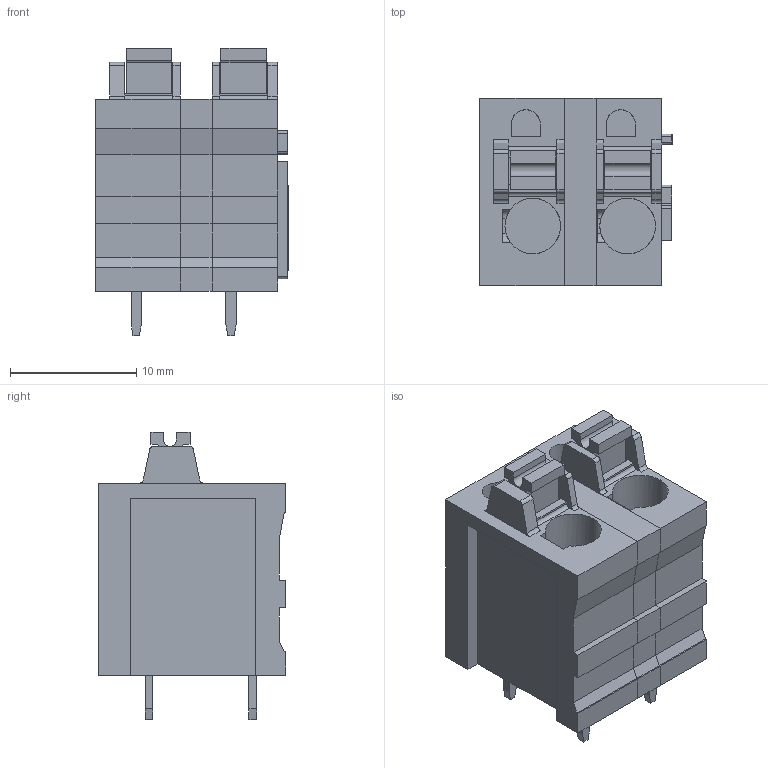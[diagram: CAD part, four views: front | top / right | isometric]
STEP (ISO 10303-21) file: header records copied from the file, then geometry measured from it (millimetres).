
FILE_DESCRIPTION(('CATIA V5 STEP Exchange','CAx-IF Rec.Pracs.--- Model Styling and Organization---1.4--- 2014-01-23'),'2;1');
FILE_NAME ('1296374-1_0', '2022-05-31T06:18:40+00:00', ('none'), ('Weidmueller'), 'CATIA Version 5-6 Release 2016 SP3 HF44', 'CATIA V5 STEP AP214', 'none');
FILE_SCHEMA(('AUTOMOTIVE_DESIGN { 1 0 10303 214 1 1 1 1 }'));
Length unit declared in the file: millimetre
Products named in the file (1): 2774540000
Bounding box: 15.23 x 14.8 x 22.7 mm (x, y, z)
Volume: 2952.4 mm3; surface area: 2892 mm2
Topology: 9 solids, 9 shells, 232 faces, 621 edges, 414 vertices
Faces by surface type: plane 179, cylinder 53
Entity records: 7127 total; most frequent: CARTESIAN_POINT 1382, ORIENTED_EDGE 1242, DIRECTION 1016, EDGE_CURVE 621, VECTOR 511, LINE 511, VERTEX_POINT 414, AXIS2_PLACEMENT_3D 301
